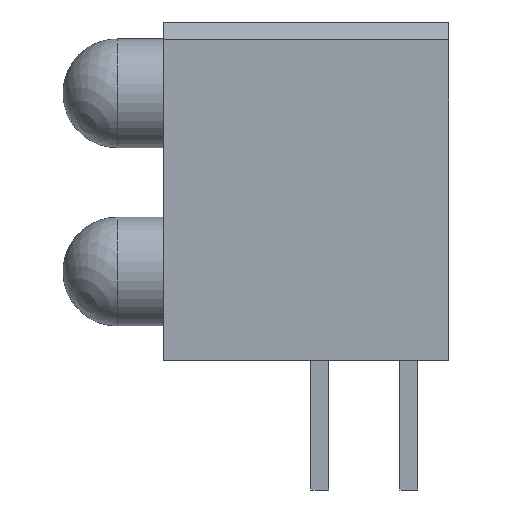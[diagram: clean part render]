
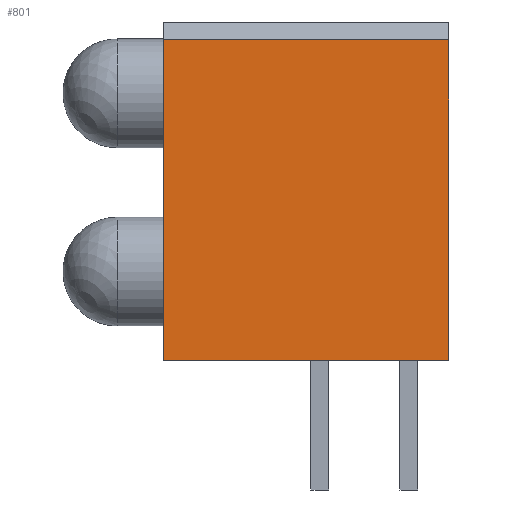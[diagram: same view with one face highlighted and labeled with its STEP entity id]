
A CAD part, front view. The second image highlights one B-rep face of the part: STEP entity #801.
In plain terms, the highlighted planar face has unit normal (0, -1, 0).
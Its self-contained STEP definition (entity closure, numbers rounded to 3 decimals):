
#89=FACE_OUTER_BOUND($,#146,.T.);
#146=EDGE_LOOP($,(#661,#662,#663,#664));
#227=LINE($,#1270,#314);
#233=LINE($,#1282,#320);
#243=LINE($,#1305,#330);
#244=LINE($,#1307,#331);
#314=VECTOR($,#1024,9.144);
#320=VECTOR($,#1034,9.144);
#330=VECTOR($,#1058,8.128);
#331=VECTOR($,#1061,8.128);
#384=VERTEX_POINT($,#1267);
#385=VERTEX_POINT($,#1269);
#388=VERTEX_POINT($,#1279);
#389=VERTEX_POINT($,#1281);
#471=EDGE_CURVE($,#385,#384,#227,.T.);
#477=EDGE_CURVE($,#389,#388,#233,.T.);
#489=EDGE_CURVE($,#384,#389,#243,.T.);
#490=EDGE_CURVE($,#388,#385,#244,.T.);
#661=ORIENTED_EDGE($,*,*,#471,.T.);
#662=ORIENTED_EDGE($,*,*,#489,.T.);
#663=ORIENTED_EDGE($,*,*,#477,.T.);
#664=ORIENTED_EDGE($,*,*,#490,.T.);
#756=PLANE($,#877);
#801=ADVANCED_FACE($,(#89),#756,.T.);
#877=AXIS2_PLACEMENT_3D($,#1306,#1059,#1060);
#1024=DIRECTION($,(0.,0.,1.));
#1034=DIRECTION($,(0.,0.,-1.));
#1058=DIRECTION($,(-1.,0.,0.));
#1059=DIRECTION('center_axis',(0.,-1.,0.));
#1060=DIRECTION('ref_axis',(0.,0.,-1.));
#1061=DIRECTION($,(1.,0.,0.));
#1267=CARTESIAN_POINT('',(2.413,-2.159,9.144));
#1269=CARTESIAN_POINT('',(2.413,-2.159,0.));
#1270=CARTESIAN_POINT($,(2.413,-2.159,0.));
#1279=CARTESIAN_POINT('',(-5.715,-2.159,0.));
#1281=CARTESIAN_POINT('',(-5.715,-2.159,9.144));
#1282=CARTESIAN_POINT($,(-5.715,-2.159,9.144));
#1305=CARTESIAN_POINT($,(2.413,-2.159,9.144));
#1306=CARTESIAN_POINT('Origin',(-1.651,-2.159,4.572));
#1307=CARTESIAN_POINT($,(-5.715,-2.159,0.));
